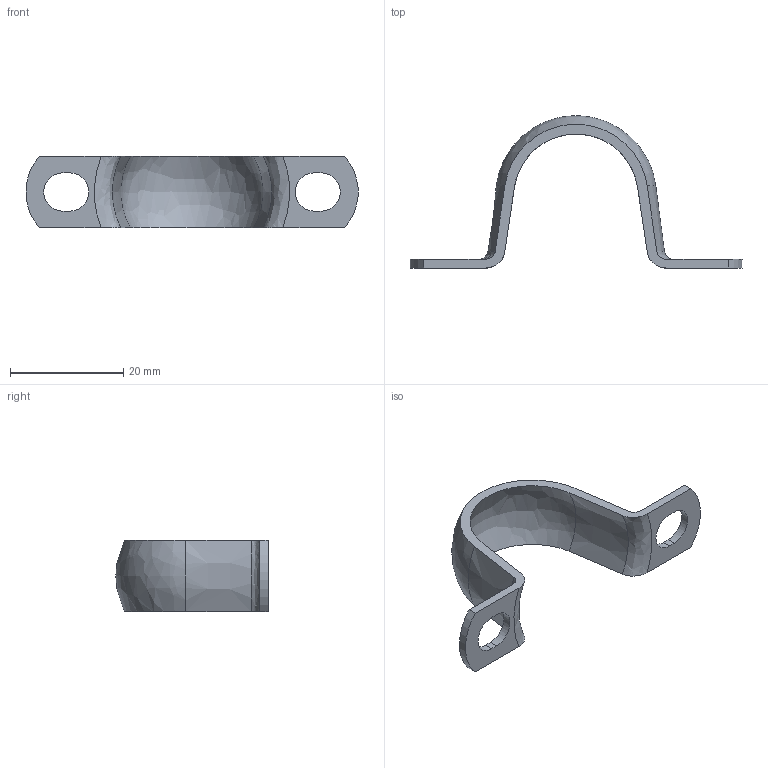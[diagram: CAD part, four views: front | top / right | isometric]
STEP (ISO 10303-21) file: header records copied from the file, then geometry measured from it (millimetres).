
FILE_DESCRIPTION (( 'STEP AP214' ), '1' );
FILE_NAME ('PillowBlockBearing_Strap.step', '2018-12-21T21:06:26', ( '' ), ( '' ), 'SwSTEP 2.0', 'SolidWorks 2018', '' );
FILE_SCHEMA (( 'AUTOMOTIVE_DESIGN' ));
Length unit declared in the file: inch
Products named in the file (1): PillowBlockBearing_Strap
Bounding box: 58.69 x 26.92 x 12.7 mm (x, y, z)
Volume: 1676.5 mm3; surface area: 2600.8 mm2
Topology: 1 solids, 1 shells, 27 faces, 75 edges, 50 vertices
Faces by surface type: plane 10, bspline 6, cylinder 6, cone 5
Entity records: 1291 total; most frequent: CARTESIAN_POINT 599, ORIENTED_EDGE 150, DIRECTION 117, EDGE_CURVE 75, VERTEX_POINT 50, AXIS2_PLACEMENT_3D 44, EDGE_LOOP 31, VECTOR 29
